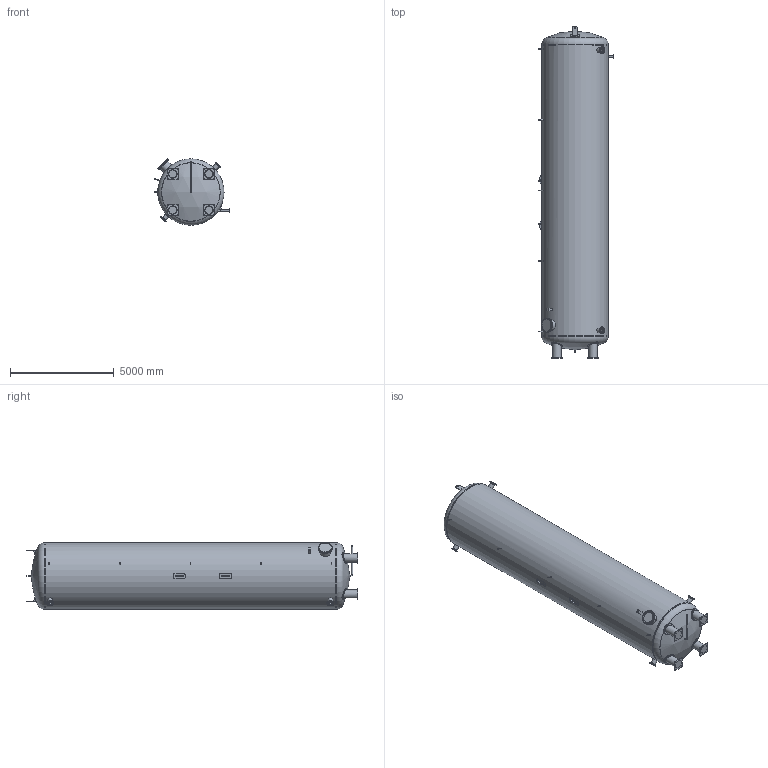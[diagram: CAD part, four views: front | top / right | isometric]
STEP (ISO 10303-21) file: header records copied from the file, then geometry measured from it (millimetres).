
FILE_DESCRIPTION(/* description */ (''),/* implementation_level */ '2;1');
FILE_NAME(/* name */ 'Ø3200_118_6_200_RF_WZ2.stp',/* time_stamp */ '2020-07-10T11:05:09+02:00',/* author */ ('ch'),/* organization */ ('DEHOUST GmbH Heidenau'),/* preprocessor_version */ 'ST-DEVELOPER v17.2',/* originating_system */ 'Autodesk Inventor 2019',/* authorisation */ '');
FILE_SCHEMA (('AUTOMOTIVE_DESIGN { 1 0 10303 214 3 1 1 }'));
Length unit declared in the file: millimetre
Products named in the file (29): 814711; Klöpper_Gew_PL2019-05; Klöpper_Gew_PL2019-04; Zyl_Ø3200_8x14000_2019; TÖB_Puffer_PL2019-04; Fuß_Puffer_PL2019-03; Dom DN500_1092-1-01_PN10_12x370_2019; DIN EN 10220-1 - 508 x 12,5 - 370; Flansch EN1092-1_01_DN500_PN10; B-Flansch EN1092-1_05_DN500_PN10; DN200_Ø3200_180°_200_mB; DIN EN 10220-1 - 219,1 x 6,3 - 1380; DIN 2633 schweißhalsflansch Typ C Serie 1 (ISO) - PN 16 200 x 219.
1; DIN 2605 90 Grad Schenkelrohrtyp 3 219.1 - 6.3S; TKO Ø3200  Iso200_MIR; TÖM_100+_Ø3200_schwer_2018; Muffe Thermo Iso200; DIN EN 10220-1 - 26,9 x 2,6 - 250; ISO 4145 Fassung M2 1/2; Iso200_Ø3200_118_Alu; Entlüftung 1 Iso200_2019; DIN EN 10220-1 - 33,7 x 3,2 - 230; ISO 4145 Fassung M2 1; Schildbrücke Pu-Iso200; Entleerung 2_ mB_1350; DIN EN 10220-1 - 60,3 x 4 - 50; DIN EN 10220-1 - 60,3 x 4 - 1350; DIN 2605 90 Grad Schenkelrohrtyp 3 60.3 - 2S; ISO 4144 Fassung S2 2
Assembly tree (40 placements, depth 3):
  814711
    Klöpper_Gew_PL2019-05
    Klöpper_Gew_PL2019-04
    Zyl_Ø3200_8x14000_2019
    TÖB_Puffer_PL2019-04  x2
    Fuß_Puffer_PL2019-03  x4
    Dom DN500_1092-1-01_PN10_12x370_2019
      DIN EN 10220-1 - 508 x 12,5 - 370
      Flansch EN1092-1_01_DN500_PN10
      B-Flansch EN1092-1_05_DN500_PN10
    DN200_Ø3200_180°_200_mB  x4
      DIN EN 10220-1 - 219,1 x 6,3 - 1380
      DIN 2633 schweißhalsflansch Typ C Serie 1 (ISO) - PN 16 200 x 219.
1
      DIN 2605 90 Grad Schenkelrohrtyp 3 219.1 - 6.3S
    TKO Ø3200  Iso200_MIR
    TÖM_100+_Ø3200_schwer_2018  x2
    Muffe Thermo Iso200  x5
      DIN EN 10220-1 - 26,9 x 2,6 - 250
      ISO 4145 Fassung M2 1/2
    Iso200_Ø3200_118_Alu
    Entlüftung 1 Iso200_2019
      DIN EN 10220-1 - 33,7 x 3,2 - 230
      ISO 4145 Fassung M2 1
    Schildbrücke Pu-Iso200
    Entleerung 2_ mB_1350
      DIN EN 10220-1 - 60,3 x 4 - 50
      DIN EN 10220-1 - 60,3 x 4 - 1350
      DIN 2605 90 Grad Schenkelrohrtyp 3 60.3 - 2S
      ISO 4144 Fassung S2 2
Bounding box: 3592.95 x 15995.52 x 3202.3 mm (x, y, z)
Volume: 1862686985.3 mm3; surface area: 353203484 mm2
Topology: 65 solids, 65 shells, 516 faces, 1226 edges, 846 vertices
Faces by surface type: cylinder 241, plane 225, torus 26, sphere 20, cone 4
Full cylindrical faces by diameter (mm): 5.8 x4, 18 x2, 18.631 x5, 21.7 x5, 22 x48, 24 x16, 26 x40, 26.4 x5, 26.9 x10, 27.3 x1, 30.291 x1, 33.7 x1, 39.5 x1, 52.3 x2, 56.656 x1, 60 x2, 60.3 x4, 68 x1, 72 x2, 206.5 x4, 207.3 x4, 219.1 x12, 268 x4, 340 x4, 388.8 x4, 406.4 x4, 483 x1, 508 x2, 513.5 x1, 560 x4
Entity records: 11997 total; most frequent: CARTESIAN_POINT 3196, DIRECTION 1694, ORIENTED_EDGE 1434, EDGE_CURVE 717, AXIS2_PLACEMENT_3D 679, VERTEX_POINT 493, EDGE_LOOP 484, LINE 336
